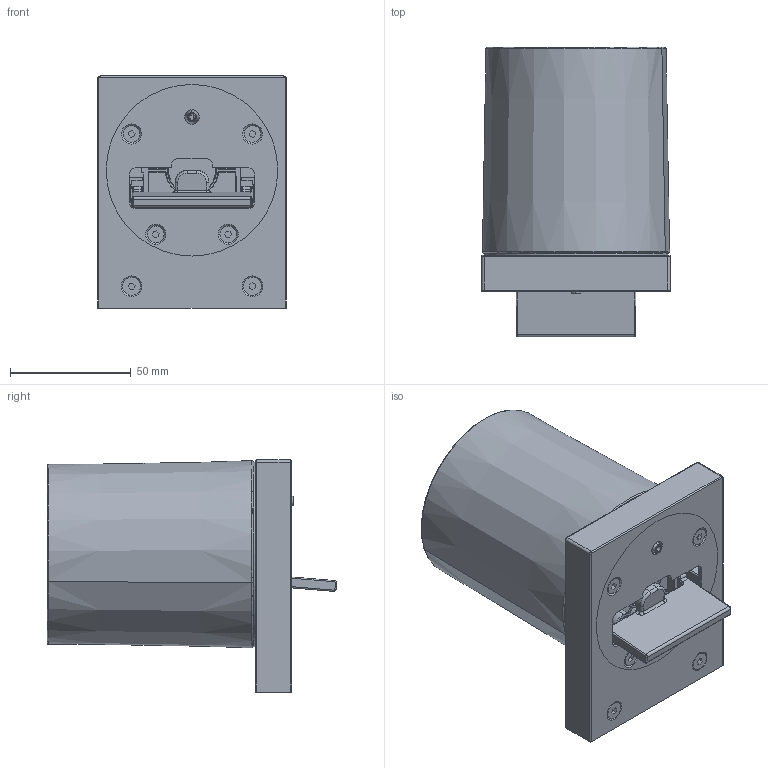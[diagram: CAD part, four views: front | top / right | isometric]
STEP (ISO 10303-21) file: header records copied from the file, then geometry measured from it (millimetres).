
FILE_DESCRIPTION (( 'STEP AP203' ), '1' );
FILE_NAME ('31021C-00-00.STEP', '2023-03-28T05:48:27', ( 'Windows User' ), ( 'P R C' ), 'SwSTEP 2.0', 'SolidWorks 2015', '' );
FILE_SCHEMA (( 'CONFIG_CONTROL_DESIGN' ));
Length unit declared in the file: millimetre
Products named in the file (1): 31021C-00-00
Bounding box: 78 x 119.66 x 96 mm (x, y, z)
Surface area: 57443.3 mm2 (no closed solid volume)
Topology: 0 solids, 31 shells, 293 faces, 1048 edges, 774 vertices
Faces by surface type: plane 108, cylinder 105, torus 46, cone 22, sphere 12
Entity records: 11568 total; most frequent: CARTESIAN_POINT 2596, DIRECTION 1986, ORIENTED_EDGE 1575, EDGE_CURVE 1044, VERTEX_POINT 774, AXIS2_PLACEMENT_3D 764, CIRCLE 470, VECTOR 458
